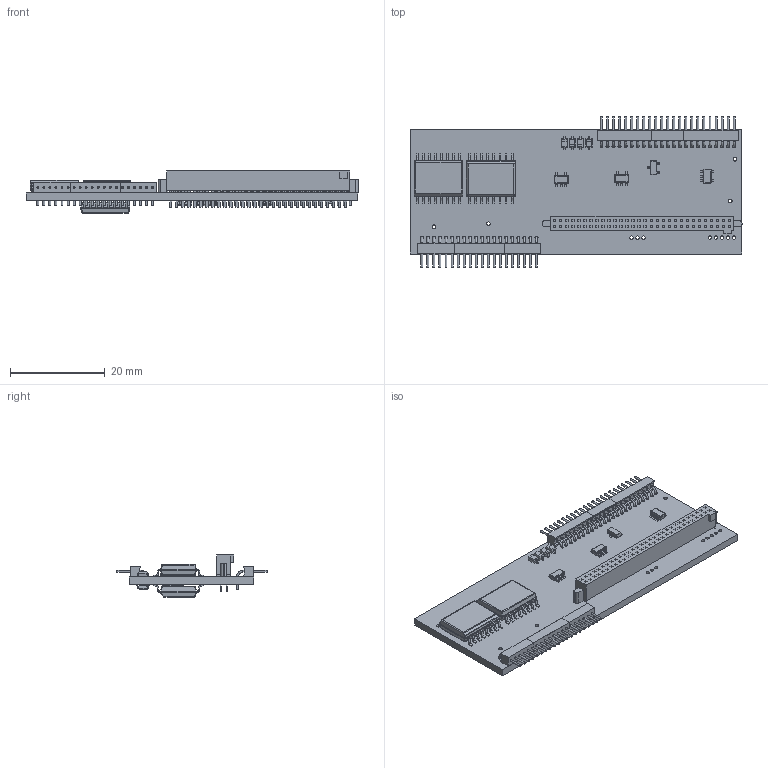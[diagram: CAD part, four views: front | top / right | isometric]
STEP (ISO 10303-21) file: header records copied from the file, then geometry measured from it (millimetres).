
FILE_DESCRIPTION(('KiCad electronic assembly'),'2;1');
FILE_NAME('PMP41017_C2000Interposer.step','2024-03-04T16:26:00',( 'Pcbnew'),('Kicad'),'Open CASCADE STEP processor 7.7', 'KiCad to STEP converter','Unknown');
FILE_SCHEMA(('AUTOMOTIVE_DESIGN { 1 0 10303 214 1 1 1 1 }'));
Length unit declared in the file: millimetre
Products named in the file (16): PMP41017_C2000Interposer 1; 850-10-014-20-001000; SOD-323; SOD-323_downloaded; DW0016B; DW0016B_ASM; DBV0005A; SFM-130-01-S-D; DBZ0003A; DRL0006A; DRL0006A_ASM; PMP41017_C2000Interposer_PCB
Assembly tree (31 placements, depth 3):
  PMP41017_C2000Interposer 1
    850-10-014-20-001000  x4
      850-10-014-20-001000
    SOD-323  x8
      SOD-323_downloaded
    DW0016B  x3
      DW0016B_ASM
    DBV0005A  x5
      DBV0005A
    SFM-130-01-S-D
      SFM-130-01-S-D
    DBZ0003A
      DBZ0003A
    DRL0006A
      DRL0006A_ASM
    PMP41017_C2000Interposer_PCB
Bounding box: 69.91 x 31.6 x 8.86 mm (x, y, z)
Volume: 4313.5 mm3; surface area: 8168.1 mm2
Topology: 107 solids, 107 shells, 3038 faces, 7222 edges, 4626 vertices
Faces by surface type: plane 1961, cylinder 835, revolution 112, sphere 74, torus 56
Full cylindrical faces by diameter (mm): 0.41 x168, 0.65 x42, 0.7 x8, 0.71 x60, 0.762 x4
Entity records: 43988 total; most frequent: CARTESIAN_POINT 8857, ORIENTED_EDGE 6958, DIRECTION 6810, EDGE_CURVE 3479, LINE 2696, VECTOR 2696, VERTEX_POINT 2268, AXIS2_PLACEMENT_3D 2043
